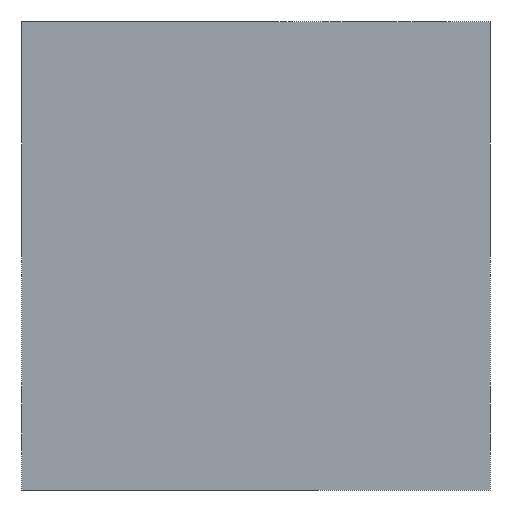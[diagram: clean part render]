
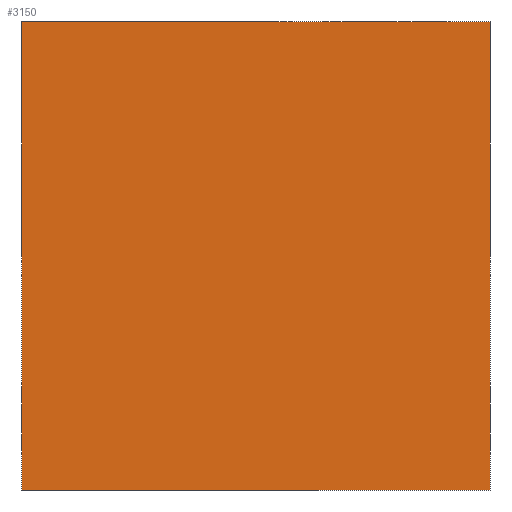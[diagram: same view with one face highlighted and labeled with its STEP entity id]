
A CAD part, front view. The second image highlights one B-rep face of the part: STEP entity #3150.
In plain terms, the highlighted planar face has unit normal (0, -1, 0).
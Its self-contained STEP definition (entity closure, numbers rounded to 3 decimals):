
#42=PLANE('',#3444);
#570=ORIENTED_EDGE('',*,*,#1348,.T.);
#571=ORIENTED_EDGE('',*,*,#1420,.F.);
#572=ORIENTED_EDGE('',*,*,#1407,.F.);
#573=ORIENTED_EDGE('',*,*,#1418,.T.);
#1348=EDGE_CURVE('',#1753,#1755,#2012,.T.);
#1407=EDGE_CURVE('',#1814,#1811,#2058,.T.);
#1418=EDGE_CURVE('',#1814,#1753,#2067,.T.);
#1420=EDGE_CURVE('',#1811,#1755,#2069,.T.);
#1753=VERTEX_POINT('',#4979);
#1755=VERTEX_POINT('',#4983);
#1811=VERTEX_POINT('',#5099);
#1814=VERTEX_POINT('',#5104);
#2012=LINE('',#4984,#2287);
#2058=LINE('',#5105,#2333);
#2067=LINE('',#5129,#2342);
#2069=LINE('',#5132,#2344);
#2287=VECTOR('',#3932,1000.);
#2333=VECTOR('',#4010,1000.);
#2342=VECTOR('',#4029,1000.);
#2344=VECTOR('',#4033,1000.);
#2559=EDGE_LOOP('',(#570,#571,#572,#573));
#2836=FACE_BOUND('',#2559,.T.);
#3150=ADVANCED_FACE('',(#2836),#42,.F.);
#3444=AXIS2_PLACEMENT_3D('',#5131,#4031,#4032);
#3932=DIRECTION('',(1.,0.,0.));
#4010=DIRECTION('',(1.,0.,0.));
#4029=DIRECTION('',(0.,0.,-1.));
#4031=DIRECTION('',(0.,1.,0.));
#4032=DIRECTION('',(0.,0.,1.));
#4033=DIRECTION('',(0.,0.,-1.));
#4979=CARTESIAN_POINT('',(-18.,0.,-18.));
#4983=CARTESIAN_POINT('',(18.,0.,-18.));
#4984=CARTESIAN_POINT('',(-18.,0.,-18.));
#5099=CARTESIAN_POINT('',(18.,0.,18.));
#5104=CARTESIAN_POINT('',(-18.,0.,18.));
#5105=CARTESIAN_POINT('',(-18.,0.,18.));
#5129=CARTESIAN_POINT('',(-18.,0.,18.));
#5131=CARTESIAN_POINT('',(-18.,0.,18.));
#5132=CARTESIAN_POINT('',(18.,0.,18.));
